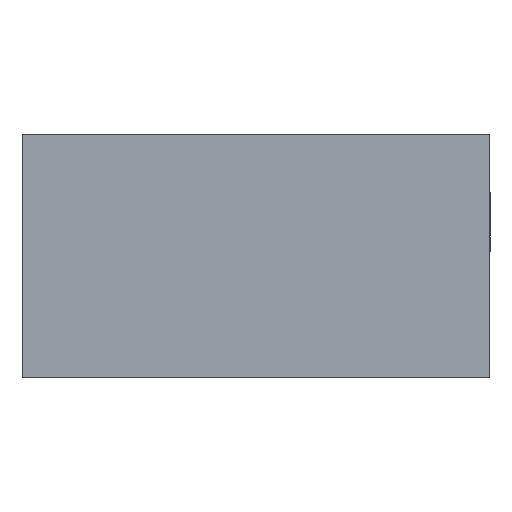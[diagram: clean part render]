
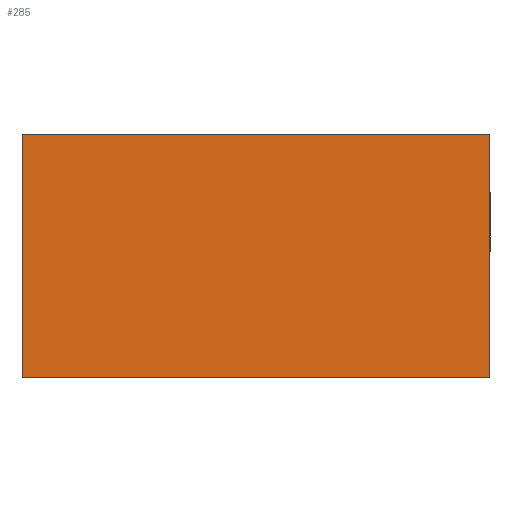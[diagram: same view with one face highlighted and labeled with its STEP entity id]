
A CAD part, left-side view. The second image highlights one B-rep face of the part: STEP entity #285.
In plain terms, the highlighted planar face has unit normal (-1, 0, 0).
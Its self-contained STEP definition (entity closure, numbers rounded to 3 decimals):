
#9 = DIRECTION ( 'NONE',  ( 0., -1., 0. ) ) ;
#24 = ORIENTED_EDGE ( 'NONE', *, *, #537, .T. ) ;
#29 = CARTESIAN_POINT ( 'NONE',  ( 0., 24., 25. ) ) ;
#38 = VERTEX_POINT ( 'NONE', #597 ) ;
#46 = VECTOR ( 'NONE', #510, 1000. ) ;
#72 = CARTESIAN_POINT ( 'NONE',  ( 0., 24., 0. ) ) ;
#90 = CARTESIAN_POINT ( 'NONE',  ( 0., -24., 0. ) ) ;
#96 = PLANE ( 'NONE',  #154 ) ;
#100 = DIRECTION ( 'NONE',  ( 0., 0., -1. ) ) ;
#140 = CARTESIAN_POINT ( 'NONE',  ( 0., 24., 25. ) ) ;
#149 = FACE_OUTER_BOUND ( 'NONE', #760, .T. ) ;
#154 = AXIS2_PLACEMENT_3D ( 'NONE', #29, #485, #100 ) ;
#185 = VECTOR ( 'NONE', #265, 1000. ) ;
#188 = DIRECTION ( 'NONE',  ( 0., -1., 0. ) ) ;
#207 = CARTESIAN_POINT ( 'NONE',  ( 0., 24., 25. ) ) ;
#223 = LINE ( 'NONE', #207, #46 ) ;
#252 = LINE ( 'NONE', #72, #707 ) ;
#265 = DIRECTION ( 'NONE',  ( 0., 0., -1. ) ) ;
#285 = ADVANCED_FACE ( 'NONE', ( #149 ), #96, .F. ) ;
#304 = LINE ( 'NONE', #140, #767 ) ;
#315 = VERTEX_POINT ( 'NONE', #560 ) ;
#327 = VERTEX_POINT ( 'NONE', #822 ) ;
#328 = ORIENTED_EDGE ( 'NONE', *, *, #817, .F. ) ;
#355 = LINE ( 'NONE', #766, #185 ) ;
#379 = ORIENTED_EDGE ( 'NONE', *, *, #476, .F. ) ;
#476 = EDGE_CURVE ( 'NONE', #38, #806, #355, .T. ) ;
#485 = DIRECTION ( 'NONE',  ( 1., 0., 0. ) ) ;
#510 = DIRECTION ( 'NONE',  ( 0., 0., -1. ) ) ;
#537 = EDGE_CURVE ( 'NONE', #327, #315, #223, .T. ) ;
#560 = CARTESIAN_POINT ( 'NONE',  ( 0., 24., 0. ) ) ;
#597 = CARTESIAN_POINT ( 'NONE',  ( 0., -24., 25. ) ) ;
#694 = ORIENTED_EDGE ( 'NONE', *, *, #780, .T. ) ;
#707 = VECTOR ( 'NONE', #188, 1000. ) ;
#760 = EDGE_LOOP ( 'NONE', ( #694, #379, #328, #24 ) ) ;
#766 = CARTESIAN_POINT ( 'NONE',  ( 0., -24., 25. ) ) ;
#767 = VECTOR ( 'NONE', #9, 1000. ) ;
#780 = EDGE_CURVE ( 'NONE', #315, #806, #252, .T. ) ;
#806 = VERTEX_POINT ( 'NONE', #90 ) ;
#817 = EDGE_CURVE ( 'NONE', #327, #38, #304, .T. ) ;
#822 = CARTESIAN_POINT ( 'NONE',  ( 0., 24., 25. ) ) ;
